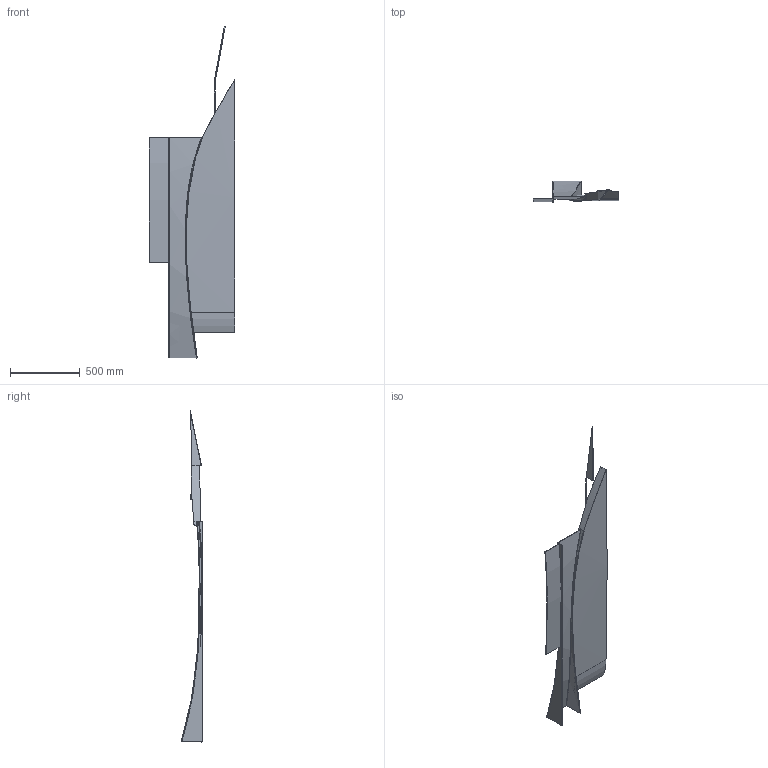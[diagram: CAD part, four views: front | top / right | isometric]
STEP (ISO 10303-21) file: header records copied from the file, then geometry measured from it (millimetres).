
FILE_DESCRIPTION (( 'STEP AP214' ), '1' );
FILE_NAME ('Undertray_V10_step.STEP', '2024-11-26T21:20:48', ( '' ), ( '' ), 'SwSTEP 2.0', 'SolidWorks 2024', '' );
FILE_SCHEMA (( 'AUTOMOTIVE_DESIGN' ));
Length unit declared in the file: inch
Products named in the file (1): Undertray_V10_step
Bounding box: 615.95 x 155.82 x 2379.13 mm (x, y, z)
Volume: 4766443.3 mm3; surface area: 2132540.2 mm2
Topology: 1 solids, 1 shells, 76 faces, 208 edges, 129 vertices
Faces by surface type: bspline 41, plane 18, cylinder 15, sphere 2
Entity records: 7561 total; most frequent: CARTESIAN_POINT 6019, ORIENTED_EDGE 402, EDGE_CURVE 201, DIRECTION 180, VERTEX_POINT 127, B_SPLINE_CURVE_WITH_KNOTS 103, ADVANCED_FACE 76, EDGE_LOOP 76
